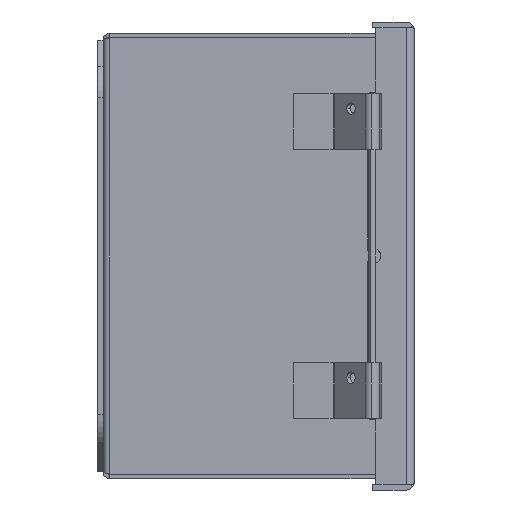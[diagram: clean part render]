
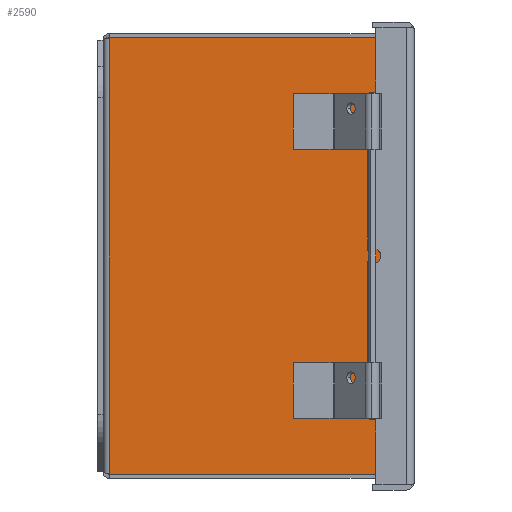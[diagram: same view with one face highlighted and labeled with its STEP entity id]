
A CAD part, front view. The second image highlights one B-rep face of the part: STEP entity #2590.
In plain terms, the highlighted face is planar.
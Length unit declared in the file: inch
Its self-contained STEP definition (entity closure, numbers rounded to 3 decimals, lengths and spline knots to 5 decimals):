
#73 = CIRCLE ( 'NONE', #7280, 0.188 ) ;
#760 = EDGE_CURVE ( 'NONE', #1570, #17454, #8453, .T. ) ;
#961 = DIRECTION ( 'NONE',  ( 0., 0., 1. ) ) ;
#1050 = CARTESIAN_POINT ( 'NONE',  ( -20.527, 0., -3. ) ) ;
#1237 = DIRECTION ( 'NONE',  ( 0., 0., 1. ) ) ;
#1570 = VERTEX_POINT ( 'NONE', #8633 ) ;
#2230 = CARTESIAN_POINT ( 'NONE',  ( -2.94289, -0.086, -3. ) ) ;
#2590 = ADVANCED_FACE ( 'NONE', ( #24461 ), #3128, .F. ) ;
#3120 = CARTESIAN_POINT ( 'NONE',  ( -2.75489, -3.87102, -3. ) ) ;
#3128 = PLANE ( 'NONE',  #7883 ) ;
#4180 = DIRECTION ( 'NONE',  ( 0., 1., 0. ) ) ;
#5272 = DIRECTION ( 'NONE',  ( 0., -1., 0. ) ) ;
#6130 = LINE ( 'NONE', #9708, #20062 ) ;
#6141 = EDGE_CURVE ( 'NONE', #17454, #8624, #24207, .T. ) ;
#6261 = ORIENTED_EDGE ( 'NONE', *, *, #11668, .F. ) ;
#7267 = VECTOR ( 'NONE', #9472, 39.37008 ) ;
#7280 = AXIS2_PLACEMENT_3D ( 'NONE', #3120, #1237, #22126 ) ;
#7327 = ORIENTED_EDGE ( 'NONE', *, *, #27149, .F. ) ;
#7883 = AXIS2_PLACEMENT_3D ( 'NONE', #1050, #961, #5272 ) ;
#8286 = DIRECTION ( 'NONE',  ( 0., -1., 0. ) ) ;
#8453 = CIRCLE ( 'NONE', #22220, 0.188 ) ;
#8624 = VERTEX_POINT ( 'NONE', #19172 ) ;
#8633 = CARTESIAN_POINT ( 'NONE',  ( 2.93791, -3.914, -3. ) ) ;
#9290 = LINE ( 'NONE', #22075, #7267 ) ;
#9472 = DIRECTION ( 'NONE',  ( 1., 0., 0. ) ) ;
#9708 = CARTESIAN_POINT ( 'NONE',  ( 2.914, -0.086, -3. ) ) ;
#9797 = ORIENTED_EDGE ( 'NONE', *, *, #22333, .F. ) ;
#11250 = VECTOR ( 'NONE', #4180, 39.37008 ) ;
#11668 = EDGE_CURVE ( 'NONE', #16448, #24149, #73, .T. ) ;
#13558 = CARTESIAN_POINT ( 'NONE',  ( -2.94289, 0., -3. ) ) ;
#13577 = CARTESIAN_POINT ( 'NONE',  ( -2.93791, -3.914, -3. ) ) ;
#15237 = CARTESIAN_POINT ( 'NONE',  ( -2.94289, -3.87102, -3. ) ) ;
#15421 = ORIENTED_EDGE ( 'NONE', *, *, #6141, .F. ) ;
#15960 = DIRECTION ( 'NONE',  ( -1., 0., 0. ) ) ;
#16448 = VERTEX_POINT ( 'NONE', #15237 ) ;
#16565 = CARTESIAN_POINT ( 'NONE',  ( 2.75489, -3.87102, -3. ) ) ;
#17454 = VERTEX_POINT ( 'NONE', #21554 ) ;
#18824 = CARTESIAN_POINT ( 'NONE',  ( 2.94289, 0., -3. ) ) ;
#19172 = CARTESIAN_POINT ( 'NONE',  ( 2.94289, -0.086, -3. ) ) ;
#19226 = ORIENTED_EDGE ( 'NONE', *, *, #25538, .F. ) ;
#20062 = VECTOR ( 'NONE', #15960, 39.37008 ) ;
#21554 = CARTESIAN_POINT ( 'NONE',  ( 2.94289, -3.87102, -3. ) ) ;
#22075 = CARTESIAN_POINT ( 'NONE',  ( -20.527, -3.914, -3. ) ) ;
#22126 = DIRECTION ( 'NONE',  ( 0., -1., 0. ) ) ;
#22220 = AXIS2_PLACEMENT_3D ( 'NONE', #16565, #25178, #8286 ) ;
#22248 = DIRECTION ( 'NONE',  ( 0., -1., 0. ) ) ;
#22333 = EDGE_CURVE ( 'NONE', #8624, #25192, #6130, .T. ) ;
#23414 = LINE ( 'NONE', #13558, #26721 ) ;
#23727 = ORIENTED_EDGE ( 'NONE', *, *, #760, .F. ) ;
#24149 = VERTEX_POINT ( 'NONE', #13577 ) ;
#24207 = LINE ( 'NONE', #18824, #11250 ) ;
#24461 = FACE_OUTER_BOUND ( 'NONE', #24606, .T. ) ;
#24606 = EDGE_LOOP ( 'NONE', ( #23727, #7327, #6261, #19226, #9797, #15421 ) ) ;
#25178 = DIRECTION ( 'NONE',  ( 0., 0., 1. ) ) ;
#25192 = VERTEX_POINT ( 'NONE', #2230 ) ;
#25538 = EDGE_CURVE ( 'NONE', #25192, #16448, #23414, .T. ) ;
#26721 = VECTOR ( 'NONE', #22248, 39.37008 ) ;
#27149 = EDGE_CURVE ( 'NONE', #24149, #1570, #9290, .T. ) ;
